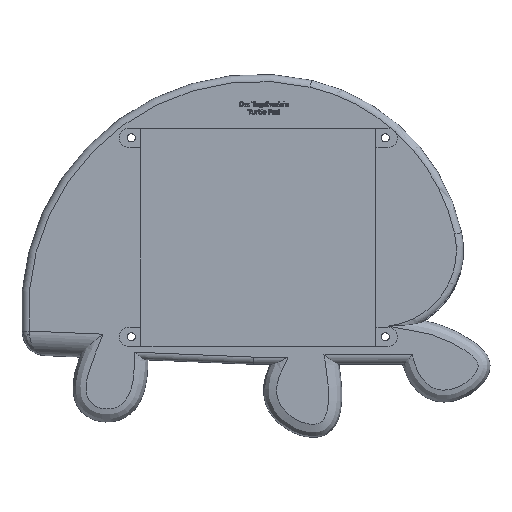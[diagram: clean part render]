
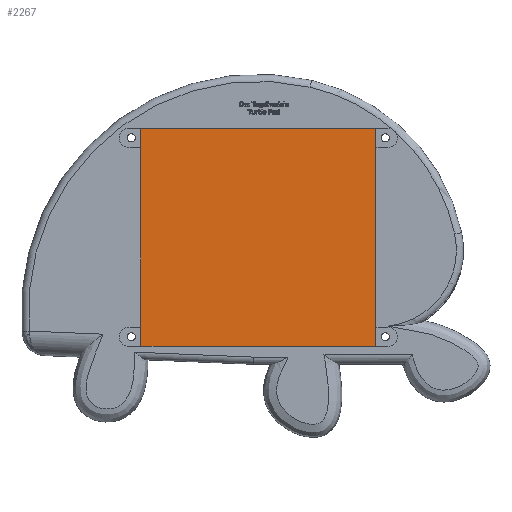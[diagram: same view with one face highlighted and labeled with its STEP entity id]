
A CAD part, top view. The second image highlights one B-rep face of the part: STEP entity #2267.
In plain terms, the highlighted planar face has unit normal (0, 0, 1).
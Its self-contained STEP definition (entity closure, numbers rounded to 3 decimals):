
#228=LINE('',#6096,#368);
#267=LINE('',#7638,#407);
#269=LINE('',#7641,#409);
#270=LINE('',#7642,#410);
#368=VECTOR('',#2645,10.);
#407=VECTOR('',#2776,10.);
#409=VECTOR('',#2780,10.);
#410=VECTOR('',#2781,10.);
#601=FACE_OUTER_BOUND('',#788,.T.);
#788=EDGE_LOOP('',(#2008,#2009,#2010,#2011));
#1072=VERTEX_POINT('',#6093);
#1073=VERTEX_POINT('',#6095);
#1131=VERTEX_POINT('',#7635);
#1132=VERTEX_POINT('',#7637);
#1342=EDGE_CURVE('',#1072,#1073,#228,.T.);
#1433=EDGE_CURVE('',#1131,#1132,#267,.T.);
#1435=EDGE_CURVE('',#1073,#1131,#269,.T.);
#1436=EDGE_CURVE('',#1132,#1072,#270,.T.);
#2008=ORIENTED_EDGE('',*,*,#1433,.F.);
#2009=ORIENTED_EDGE('',*,*,#1435,.F.);
#2010=ORIENTED_EDGE('',*,*,#1342,.F.);
#2011=ORIENTED_EDGE('',*,*,#1436,.F.);
#2133=PLANE('',#2406);
#2267=ADVANCED_FACE('',(#601),#2133,.T.);
#2406=AXIS2_PLACEMENT_3D('',#7640,#2778,#2779);
#2645=DIRECTION('',(0.,1.,0.));
#2776=DIRECTION('',(0.,-1.,0.));
#2778=DIRECTION('center_axis',(0.,0.,1.));
#2779=DIRECTION('ref_axis',(1.,0.,0.));
#2780=DIRECTION('',(1.,0.,0.));
#2781=DIRECTION('',(-1.,0.,0.));
#6093=CARTESIAN_POINT('',(-49.316,-45.744,3.));
#6095=CARTESIAN_POINT('',(-49.316,45.744,3.));
#6096=CARTESIAN_POINT('',(-49.316,-22.872,3.));
#7635=CARTESIAN_POINT('',(49.316,45.744,3.));
#7637=CARTESIAN_POINT('',(49.316,-45.744,3.));
#7638=CARTESIAN_POINT('',(49.316,22.872,3.));
#7640=CARTESIAN_POINT('Origin',(0.,0.,3.));
#7641=CARTESIAN_POINT('',(-24.658,45.744,3.));
#7642=CARTESIAN_POINT('',(24.658,-45.744,3.));
